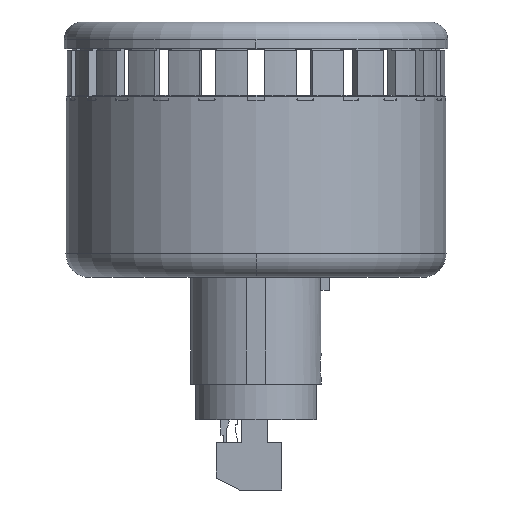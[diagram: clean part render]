
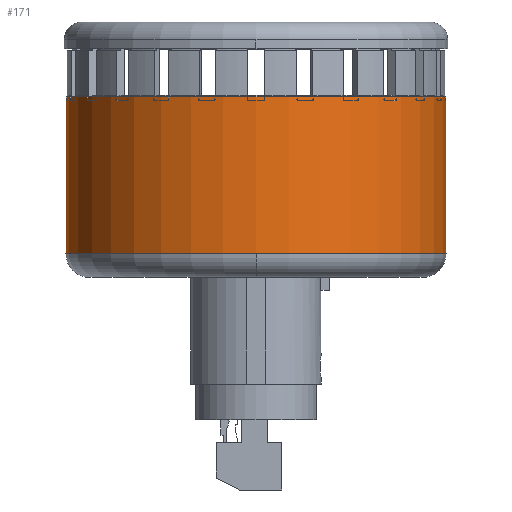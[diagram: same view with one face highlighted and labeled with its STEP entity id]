
A CAD part, front view. The second image highlights one B-rep face of the part: STEP entity #171.
In plain terms, the highlighted cylindrical face has radius 31.969 mm (diameter 63.939 mm), a partial arc.
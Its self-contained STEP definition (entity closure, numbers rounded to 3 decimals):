
#130=CARTESIAN_POINT('',(-193.339,129.181,-272.347));
#131=DIRECTION('',(0.0,0.0,1.0));
#132=DIRECTION('',(1.0,0.0,0.0));
#133=AXIS2_PLACEMENT_3D('',#130,#131,#132);
#134=CYLINDRICAL_SURFACE('',#133,31.969);
#135=CARTESIAN_POINT('',(-161.369,129.181,-259.147));
#136=VERTEX_POINT('',#135);
#137=CARTESIAN_POINT('',(-161.369,129.181,-285.547));
#138=VERTEX_POINT('',#137);
#139=CARTESIAN_POINT('',(-161.369,129.181,-259.147));
#140=DIRECTION('',(0.0,0.0,-1.0));
#141=VECTOR('',#140,26.4);
#142=LINE('',#139,#141);
#143=EDGE_CURVE('',#136,#138,#142,.T.);
#144=ORIENTED_EDGE('',*,*,#143,.F.);
#145=CARTESIAN_POINT('',(-225.308,129.181,-259.147));
#146=VERTEX_POINT('',#145);
#147=CARTESIAN_POINT('',(-193.339,129.181,-259.147));
#148=DIRECTION('',(0.0,0.0,1.0));
#149=DIRECTION('',(1.0,0.0,0.0));
#150=AXIS2_PLACEMENT_3D('',#147,#148,#149);
#151=CIRCLE('',#150,31.969);
#152=EDGE_CURVE('',#146,#136,#151,.T.);
#153=ORIENTED_EDGE('',*,*,#152,.F.);
#154=CARTESIAN_POINT('',(-225.308,129.181,-285.547));
#155=VERTEX_POINT('',#154);
#156=CARTESIAN_POINT('',(-225.308,129.181,-259.147));
#157=DIRECTION('',(0.0,0.0,-1.0));
#158=VECTOR('',#157,26.4);
#159=LINE('',#156,#158);
#160=EDGE_CURVE('',#146,#155,#159,.T.);
#161=ORIENTED_EDGE('',*,*,#160,.T.);
#162=CARTESIAN_POINT('',(-193.339,129.181,-285.547));
#163=DIRECTION('',(0.0,0.0,-1.0));
#164=DIRECTION('',(1.0,0.0,0.0));
#165=AXIS2_PLACEMENT_3D('',#162,#163,#164);
#166=CIRCLE('',#165,31.969);
#167=EDGE_CURVE('',#138,#155,#166,.T.);
#168=ORIENTED_EDGE('',*,*,#167,.F.);
#169=EDGE_LOOP('',(#144,#153,#161,#168));
#170=FACE_OUTER_BOUND('',#169,.T.);
#171=ADVANCED_FACE('',(#170),#134,.T.);
